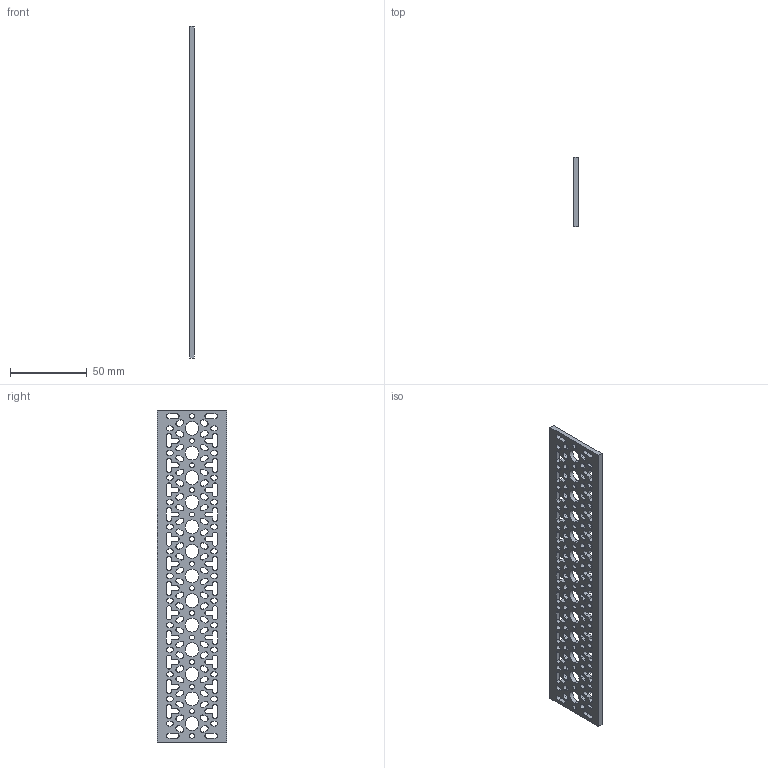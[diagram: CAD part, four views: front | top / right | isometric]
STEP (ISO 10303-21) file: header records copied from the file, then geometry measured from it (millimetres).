
FILE_DESCRIPTION (( 'STEP AP203' ), '1' );
FILE_NAME ('REV-41-1787.STEP', '2019-07-11T21:24:31', ( '' ), ( '' ), 'SwSTEP 2.0', 'SolidWorks 2018', '' );
FILE_SCHEMA (( 'CONFIG_CONTROL_DESIGN' ));
Length unit declared in the file: millimetre
Products named in the file (1): REV-41-1787
Bounding box: 3 x 45 x 216 mm (x, y, z)
Volume: 19766.6 mm3; surface area: 21926.7 mm2
Topology: 1 solids, 1 shells, 656 faces, 1962 edges, 1308 vertices
Faces by surface type: cylinder 366, plane 290
Entity records: 22947 total; most frequent: DIRECTION 4008, CARTESIAN_POINT 3927, ORIENTED_EDGE 3924, EDGE_CURVE 1962, AXIS2_PLACEMENT_3D 1389, VERTEX_POINT 1308, LINE 1230, VECTOR 1230
